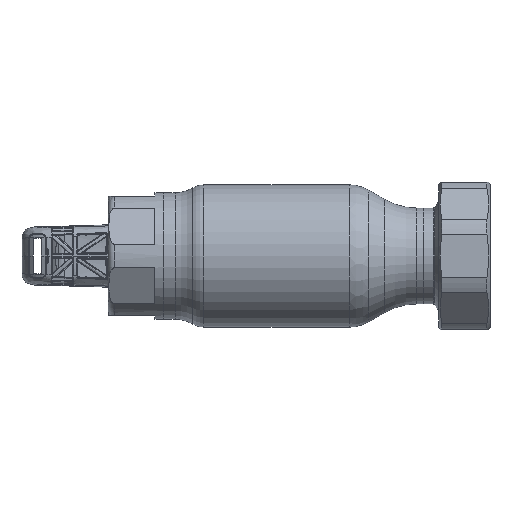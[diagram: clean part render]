
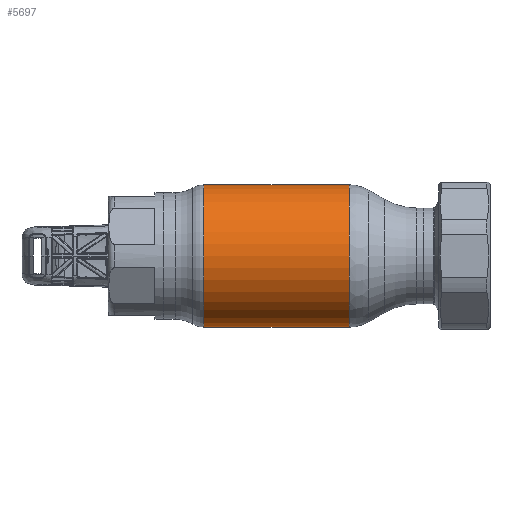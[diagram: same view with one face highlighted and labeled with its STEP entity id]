
A CAD part, front view. The second image highlights one B-rep face of the part: STEP entity #5697.
In plain terms, the highlighted cylindrical face has radius 33.34 mm (diameter 66.68 mm), a partial arc.
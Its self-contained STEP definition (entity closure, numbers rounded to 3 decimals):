
#4461 = CARTESIAN_POINT ( 'NONE',  ( 62.69, 0., 0. ) ) ;
#5697 = ADVANCED_FACE ( 'NONE', ( #12865 ), #11328, .T. ) ;
#5883 = VERTEX_POINT ( 'NONE', #36357 ) ;
#7628 = EDGE_CURVE ( 'NONE', #9721, #25600, #36998, .T. ) ;
#7980 = ORIENTED_EDGE ( 'NONE', *, *, #46369, .T. ) ;
#8321 = CARTESIAN_POINT ( 'NONE',  ( 62.69, 0., -33.34 ) ) ;
#9721 = VERTEX_POINT ( 'NONE', #38881 ) ;
#9749 = AXIS2_PLACEMENT_3D ( 'NONE', #4461, #39728, #49570 ) ;
#10661 = AXIS2_PLACEMENT_3D ( 'NONE', #58261, #57638, #52981 ) ;
#10883 = ORIENTED_EDGE ( 'NONE', *, *, #7628, .F. ) ;
#11328 = CYLINDRICAL_SURFACE ( 'NONE', #9749, 33.34 ) ;
#12076 = DIRECTION ( 'NONE',  ( 1., 0., 0. ) ) ;
#12865 = FACE_OUTER_BOUND ( 'NONE', #36348, .T. ) ;
#14363 = ORIENTED_EDGE ( 'NONE', *, *, #61194, .F. ) ;
#14402 = CARTESIAN_POINT ( 'NONE',  ( -34.177, 0., 33.34 ) ) ;
#16943 = DIRECTION ( 'NONE',  ( 0., 0., -1. ) ) ;
#19682 = CARTESIAN_POINT ( 'NONE',  ( 62.69, 0., 33.34 ) ) ;
#22491 = ORIENTED_EDGE ( 'NONE', *, *, #49296, .T. ) ;
#25600 = VERTEX_POINT ( 'NONE', #38671 ) ;
#26829 = AXIS2_PLACEMENT_3D ( 'NONE', #41032, #12076, #16943 ) ;
#26895 = VERTEX_POINT ( 'NONE', #14402 ) ;
#30237 = VECTOR ( 'NONE', #39122, 1000. ) ;
#32448 = DIRECTION ( 'NONE',  ( 1., 0., 0. ) ) ;
#32581 = LINE ( 'NONE', #19682, #30237 ) ;
#36348 = EDGE_LOOP ( 'NONE', ( #14363, #7980, #22491, #10883 ) ) ;
#36357 = CARTESIAN_POINT ( 'NONE',  ( -34.177, 0., -33.34 ) ) ;
#36998 = CIRCLE ( 'NONE', #10661, 33.34 ) ;
#38671 = CARTESIAN_POINT ( 'NONE',  ( 34.177, 0., -33.34 ) ) ;
#38881 = CARTESIAN_POINT ( 'NONE',  ( 34.177, 0., 33.34 ) ) ;
#39122 = DIRECTION ( 'NONE',  ( 1., 0., 0. ) ) ;
#39728 = DIRECTION ( 'NONE',  ( 1., 0., 0. ) ) ;
#41014 = LINE ( 'NONE', #8321, #51471 ) ;
#41032 = CARTESIAN_POINT ( 'NONE',  ( -34.177, 0., 0. ) ) ;
#43693 = CIRCLE ( 'NONE', #26829, 33.34 ) ;
#46369 = EDGE_CURVE ( 'NONE', #26895, #5883, #43693, .T. ) ;
#49296 = EDGE_CURVE ( 'NONE', #5883, #25600, #41014, .T. ) ;
#49570 = DIRECTION ( 'NONE',  ( 0., 0., -1. ) ) ;
#51471 = VECTOR ( 'NONE', #32448, 1000. ) ;
#52981 = DIRECTION ( 'NONE',  ( 0., 0., -1. ) ) ;
#57638 = DIRECTION ( 'NONE',  ( 1., 0., 0. ) ) ;
#58261 = CARTESIAN_POINT ( 'NONE',  ( 34.177, 0., 0. ) ) ;
#61194 = EDGE_CURVE ( 'NONE', #26895, #9721, #32581, .T. ) ;
